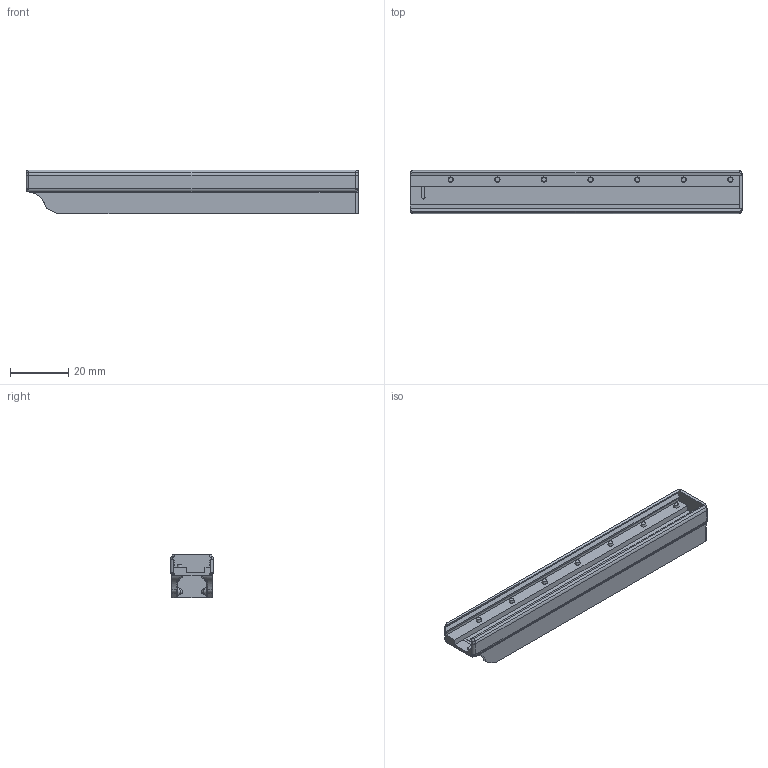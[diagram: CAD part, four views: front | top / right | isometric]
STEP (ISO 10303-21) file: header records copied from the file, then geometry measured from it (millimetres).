
FILE_DESCRIPTION(/* description */ (''),/* implementation_level */ '2;1');
FILE_NAME(/* name */ '12mm_tray_slide.step',/* time_stamp */ '2025-11-01T00:58:14-07:00',/* author */ (''),/* organization */ (''),/* preprocessor_version */ 'ST-DEVELOPER v20.1',/* originating_system */ 'Autodesk Translation Framework v14.17.0.0',/* authorisation */ '');
FILE_SCHEMA (('AUTOMOTIVE_DESIGN { 1 0 10303 214 3 1 1 }'));
Length unit declared in the file: millimetre
Products named in the file (1): 2025-11-01-00-58-14-575
Bounding box: 114 x 14.8 x 15.09 mm (x, y, z)
Volume: 9109.9 mm3; surface area: 10192.5 mm2
Topology: 1 solids, 1 shells, 143 faces, 343 edges, 210 vertices
Faces by surface type: plane 50, cylinder 38, bspline 32, cone 11, torus 8, sphere 4
Entity records: 4961 total; most frequent: CARTESIAN_POINT 1727, ORIENTED_EDGE 686, DIRECTION 633, EDGE_CURVE 343, AXIS2_PLACEMENT_3D 236, VERTEX_POINT 210, LINE 161, VECTOR 161
